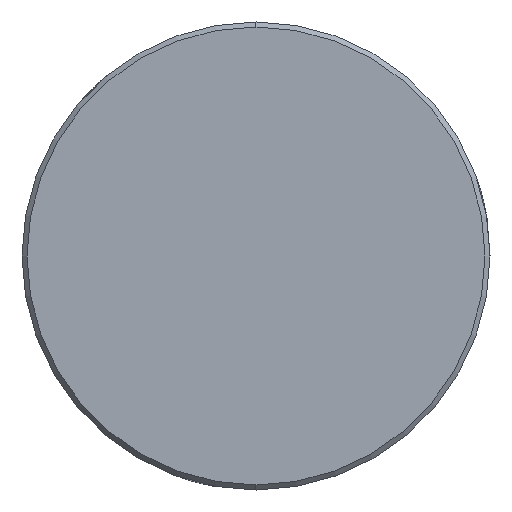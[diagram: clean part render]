
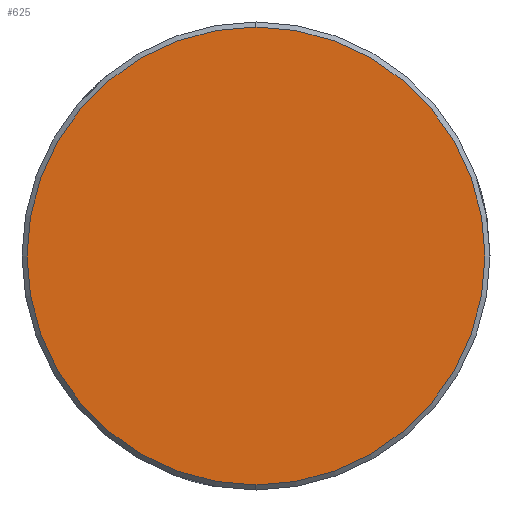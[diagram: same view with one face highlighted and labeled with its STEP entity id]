
A CAD part, left-side view. The second image highlights one B-rep face of the part: STEP entity #625.
In plain terms, the highlighted planar face has unit normal (-1, 0, 0).
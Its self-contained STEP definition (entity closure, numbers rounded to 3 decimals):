
#3 = ORIENTED_EDGE ( 'NONE', *, *, #407, .T. ) ;
#58 = DIRECTION ( 'NONE',  ( -1., 0., 0. ) ) ;
#154 = CARTESIAN_POINT ( 'NONE',  ( -64.7, 0., 0. ) ) ;
#173 = DIRECTION ( 'NONE',  ( -1., 0., 0. ) ) ;
#325 = AXIS2_PLACEMENT_3D ( 'NONE', #339, #173, #507 ) ;
#339 = CARTESIAN_POINT ( 'NONE',  ( -64.7, -13.864, -13.864 ) ) ;
#358 = ORIENTED_EDGE ( 'NONE', *, *, #500, .T. ) ;
#361 = AXIS2_PLACEMENT_3D ( 'NONE', #154, #58, #1086 ) ;
#407 = EDGE_CURVE ( 'NONE', #634, #745, #823, .T. ) ;
#410 = DIRECTION ( 'NONE',  ( 0., 0., -1. ) ) ;
#452 = CARTESIAN_POINT ( 'NONE',  ( -64.7, 0., -13.7 ) ) ;
#500 = EDGE_CURVE ( 'NONE', #745, #634, #1076, .T. ) ;
#507 = DIRECTION ( 'NONE',  ( 0., 0., 1. ) ) ;
#530 = AXIS2_PLACEMENT_3D ( 'NONE', #1093, #663, #410 ) ;
#625 = ADVANCED_FACE ( 'NONE', ( #862 ), #852, .T. ) ;
#634 = VERTEX_POINT ( 'NONE', #941 ) ;
#663 = DIRECTION ( 'NONE',  ( -1., 0., 0. ) ) ;
#745 = VERTEX_POINT ( 'NONE', #452 ) ;
#823 = CIRCLE ( 'NONE', #361, 13.7 ) ;
#852 = PLANE ( 'NONE',  #325 ) ;
#862 = FACE_OUTER_BOUND ( 'NONE', #892, .T. ) ;
#892 = EDGE_LOOP ( 'NONE', ( #358, #3 ) ) ;
#941 = CARTESIAN_POINT ( 'NONE',  ( -64.7, 0., 13.7 ) ) ;
#1076 = CIRCLE ( 'NONE', #530, 13.7 ) ;
#1086 = DIRECTION ( 'NONE',  ( 0., 0., -1. ) ) ;
#1093 = CARTESIAN_POINT ( 'NONE',  ( -64.7, 0., 0. ) ) ;
